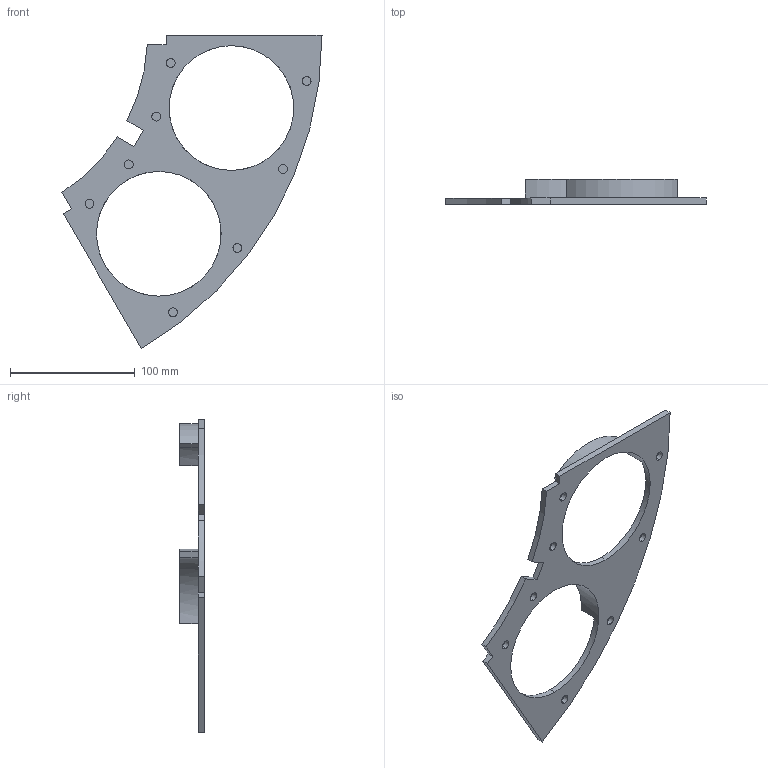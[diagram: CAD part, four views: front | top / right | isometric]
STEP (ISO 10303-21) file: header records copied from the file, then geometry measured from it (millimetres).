
FILE_DESCRIPTION (( 'STEP AP214' ), '1' );
FILE_NAME ('Top_Jar_Mover_1.STEP', '2024-08-27T21:24:06', ( '' ), ( '' ), 'SwSTEP 2.0', 'SolidWorks 2024', '' );
FILE_SCHEMA (( 'AUTOMOTIVE_DESIGN' ));
Length unit declared in the file: millimetre
Products named in the file (1): Top_Jar_Mover_1
Bounding box: 208.6 x 20 x 251.15 mm (x, y, z)
Volume: 94155 mm3; surface area: 46330.6 mm2
Topology: 1 solids, 1 shells, 50 faces, 120 edges, 80 vertices
Faces by surface type: cylinder 25, plane 25
Entity records: 1509 total; most frequent: DIRECTION 276, CARTESIAN_POINT 251, ORIENTED_EDGE 240, EDGE_CURVE 120, AXIS2_PLACEMENT_3D 105, VERTEX_POINT 80, LINE 66, VECTOR 66
